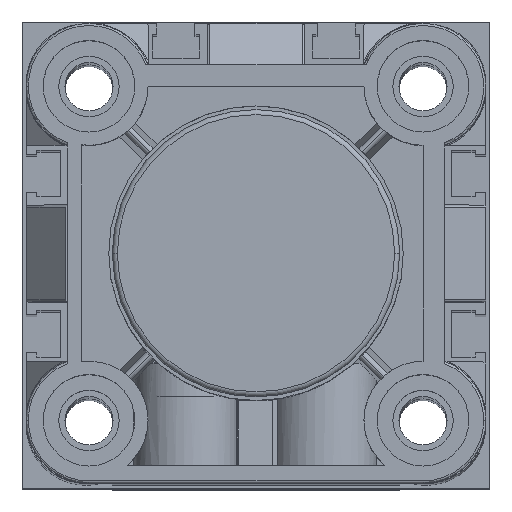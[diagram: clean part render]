
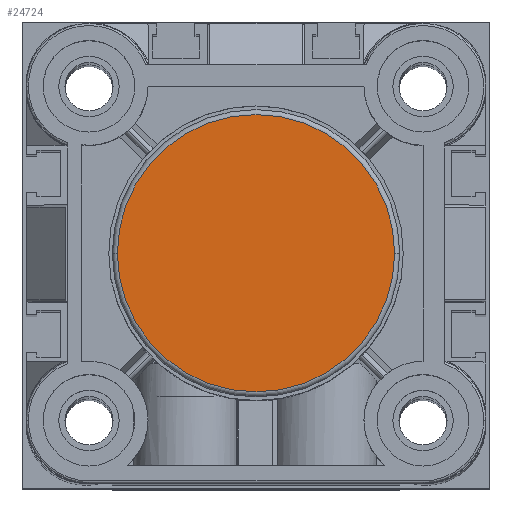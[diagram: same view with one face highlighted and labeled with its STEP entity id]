
A CAD part, top view. The second image highlights one B-rep face of the part: STEP entity #24724.
In plain terms, the highlighted face is planar.
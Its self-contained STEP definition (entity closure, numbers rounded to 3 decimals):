
#377 = EDGE_CURVE ( 'NONE', #30506, #5599, #1607, .T. ) ;
#1148 = CARTESIAN_POINT ( 'NONE',  ( 26.25, 26.25, -4. ) ) ;
#1607 = CIRCLE ( 'NONE', #8175, 19.3 ) ;
#2390 = DIRECTION ( 'NONE',  ( 1., 0., 0. ) ) ;
#2490 = ORIENTED_EDGE ( 'NONE', *, *, #4245, .T. ) ;
#3575 = DIRECTION ( 'NONE',  ( 1., 0., 0. ) ) ;
#3979 = FACE_OUTER_BOUND ( 'NONE', #7229, .T. ) ;
#4245 = EDGE_CURVE ( 'NONE', #5599, #30506, #14954, .T. ) ;
#5599 = VERTEX_POINT ( 'NONE', #14332 ) ;
#5723 = DIRECTION ( 'NONE',  ( 0., 0., 1. ) ) ;
#6923 = ORIENTED_EDGE ( 'NONE', *, *, #377, .T. ) ;
#7229 = EDGE_LOOP ( 'NONE', ( #6923, #2490 ) ) ;
#8175 = AXIS2_PLACEMENT_3D ( 'NONE', #18812, #12007, #2390 ) ;
#10450 = AXIS2_PLACEMENT_3D ( 'NONE', #22496, #5723, #22595 ) ;
#12007 = DIRECTION ( 'NONE',  ( 0., 0., -1. ) ) ;
#14332 = CARTESIAN_POINT ( 'NONE',  ( 6.95, 26.25, -4. ) ) ;
#14954 = CIRCLE ( 'NONE', #17372, 19.3 ) ;
#15236 = PLANE ( 'NONE',  #10450 ) ;
#17372 = AXIS2_PLACEMENT_3D ( 'NONE', #1148, #18047, #3575 ) ;
#18047 = DIRECTION ( 'NONE',  ( 0., 0., -1. ) ) ;
#18812 = CARTESIAN_POINT ( 'NONE',  ( 26.25, 26.25, -4. ) ) ;
#22496 = CARTESIAN_POINT ( 'NONE',  ( 0., 0., -4. ) ) ;
#22595 = DIRECTION ( 'NONE',  ( 1., 0., 0. ) ) ;
#24724 = ADVANCED_FACE ( 'NONE', ( #3979 ), #15236, .F. ) ;
#29849 = CARTESIAN_POINT ( 'NONE',  ( 45.55, 26.25, -4. ) ) ;
#30506 = VERTEX_POINT ( 'NONE', #29849 ) ;
